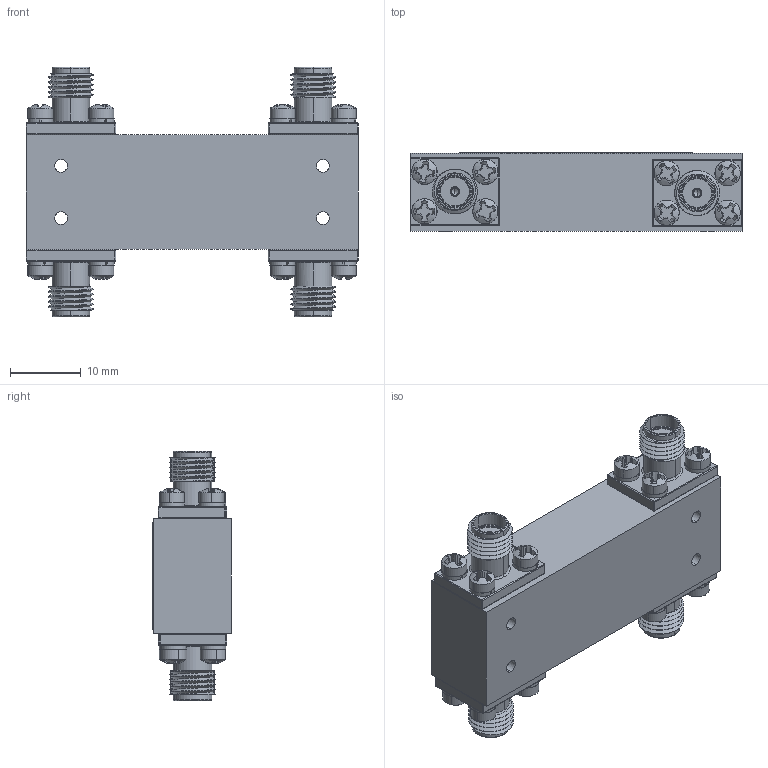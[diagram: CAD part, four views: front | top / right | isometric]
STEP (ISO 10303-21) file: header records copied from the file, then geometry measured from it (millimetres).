
FILE_DESCRIPTION (( 'STEP AP214' ), '1' );
FILE_NAME ('3D Model.STEP', '2024-09-26T18:11:39', ( '' ), ( '' ), 'SwSTEP 2.0', 'SolidWorks 2024', '' );
FILE_SCHEMA (( 'AUTOMOTIVE_DESIGN' ));
Length unit declared in the file: inch
Products named in the file (1): 3D Model
Bounding box: 46.99 x 11.13 x 35.31 mm (x, y, z)
Volume: 10163.9 mm3; surface area: 8200.2 mm2
Topology: 54 solids, 54 shells, 1294 faces, 4381 edges, 3301 vertices
Faces by surface type: plane 574, cylinder 320, torus 200, cone 128, sphere 64, bspline 8
Entity records: 52686 total; most frequent: CARTESIAN_POINT 12536, ORIENTED_EDGE 8666, DIRECTION 8016, EDGE_CURVE 4333, VERTEX_POINT 3301, AXIS2_PLACEMENT_3D 2809, VECTOR 2398, LINE 2398
